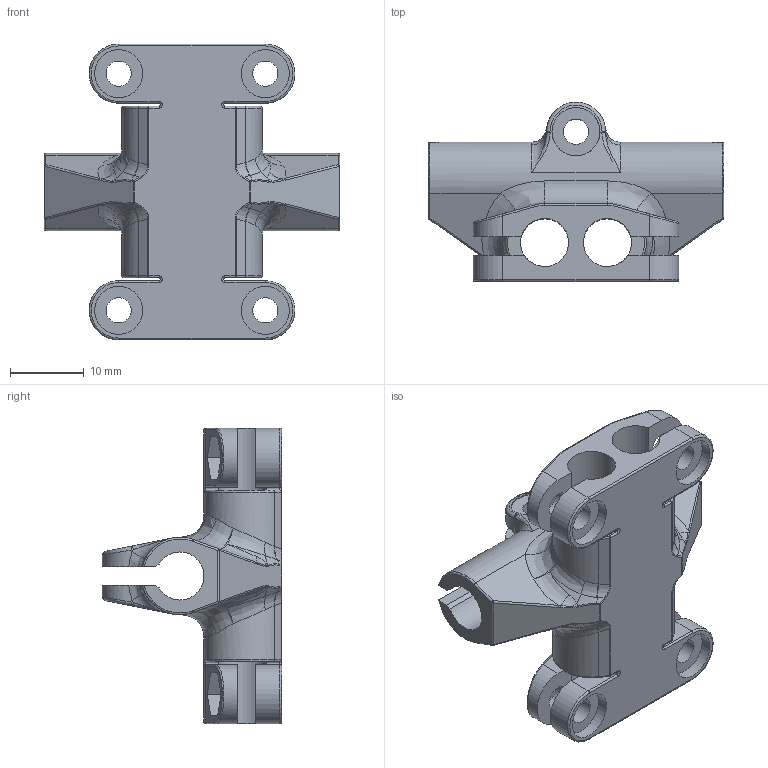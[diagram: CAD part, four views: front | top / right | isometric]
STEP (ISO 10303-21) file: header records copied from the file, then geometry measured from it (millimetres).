
FILE_DESCRIPTION(/* description */ (''),/* implementation_level */ '2;1');
FILE_NAME(/* name */ 'BackpackFrameTJoint.stp',/* time_stamp */ '2025-10-30T23:42:39-07:00',/* author */ ('skybound'),/* organization */ (''),/* preprocessor_version */ 'ST-DEVELOPER v20.1',/* originating_system */ 'Autodesk Inventor 2026',/* authorisation */ '');
FILE_SCHEMA (('AUTOMOTIVE_DESIGN { 1 0 10303 214 3 1 1 }'));
Length unit declared in the file: millimetre
Products named in the file (1): BackpackFrameTJoint
Bounding box: 40 x 24.24 x 40 mm (x, y, z)
Volume: 7440.2 mm3; surface area: 7024.3 mm2
Topology: 1 solids, 1 shells, 329 faces, 799 edges, 474 vertices
Faces by surface type: bspline 98, cylinder 92, plane 91, torus 32, sphere 16
Full cylindrical faces by diameter (mm): 3.4 x10, 6.5 x7
Entity records: 11564 total; most frequent: CARTESIAN_POINT 4215, ORIENTED_EDGE 1590, DIRECTION 1413, EDGE_CURVE 795, AXIS2_PLACEMENT_3D 554, VERTEX_POINT 474, EDGE_LOOP 359, FACE_OUTER_BOUND 329
